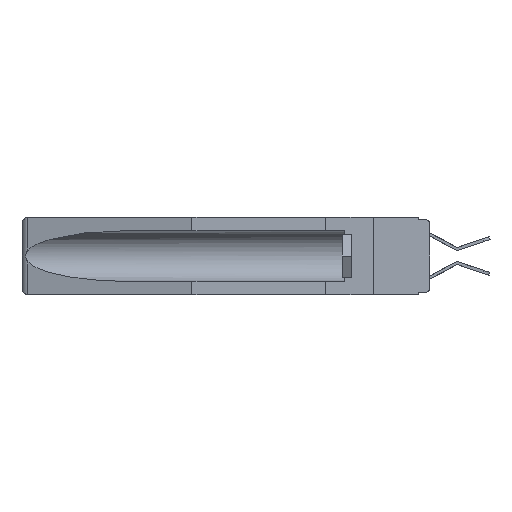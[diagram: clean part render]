
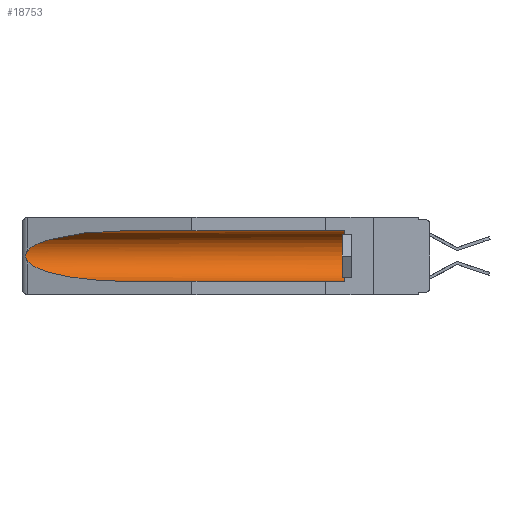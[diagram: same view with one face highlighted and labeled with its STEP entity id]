
A CAD part, left-side view. The second image highlights one B-rep face of the part: STEP entity #18753.
In plain terms, the highlighted cylindrical face has radius 2.857 mm (diameter 5.715 mm), a partial arc.
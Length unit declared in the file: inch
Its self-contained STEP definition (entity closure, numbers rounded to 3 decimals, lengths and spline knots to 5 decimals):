
#254 = CARTESIAN_POINT ( 'NONE',  ( 0.2675, 1.53308, -0.16763 ) ) ;
#898 = CARTESIAN_POINT ( 'NONE',  ( 0.155, 1.07973, -0.059 ) ) ;
#930 = CARTESIAN_POINT ( 'NONE',  ( 0.26654, 1.53092, -0.15636 ) ) ;
#1490 = DIRECTION ( 'NONE',  ( 0., 1., 0. ) ) ;
#1617 = CARTESIAN_POINT ( 'NONE',  ( 0.26537, 1.52718, -0.19328 ) ) ;
#1845 = CARTESIAN_POINT ( 'NONE',  ( 0.155, 1.07973, -0.284 ) ) ;
#2129 = CARTESIAN_POINT ( 'NONE',  ( 0.155, 1.07973, -0.059 ) ) ;
#2989 = ORIENTED_EDGE ( 'NONE', *, *, #6698, .F. ) ;
#3197 = CARTESIAN_POINT ( 'NONE',  ( 0.155, 1.07973, -0.284 ) ) ;
#3547 = VERTEX_POINT ( 'NONE', #13122 ) ;
#4003 = DIRECTION ( 'NONE',  ( 0., 1., 0. ) ) ;
#4202 = VERTEX_POINT ( 'NONE', #898 ) ;
#4589 = VERTEX_POINT ( 'NONE', #3197 ) ;
#5213 = CARTESIAN_POINT ( 'NONE',  ( 0.155, -0.30754, -0.284 ) ) ;
#5626 = B_SPLINE_CURVE_WITH_KNOTS ( 'NONE', 3,
 ( #12905, #12974, #930, #19896, #254, #11227, #9667, #15894, #19289, #11552 ),
 .UNSPECIFIED., .F., .F.,
 ( 4, 2, 2, 2, 4 ),
 ( 0., 0.00029, 0.00058, 0.00087, 0.00117 ),
 .UNSPECIFIED. ) ;
#5862 = ORIENTED_EDGE ( 'NONE', *, *, #17409, .T. ) ;
#6011 = EDGE_CURVE ( 'NONE', #7715, #3547, #22118, .T. ) ;
#6033 =( BOUNDED_CURVE ( )  B_SPLINE_CURVE ( 3, ( #1617, #17335, #6803, #1845 ),
 .UNSPECIFIED., .F., .T. ) 
 B_SPLINE_CURVE_WITH_KNOTS ( ( 4, 4 ),
 ( 0.1948, 1.5708 ),
 .UNSPECIFIED. ) 
 CURVE ( )  GEOMETRIC_REPRESENTATION_ITEM ( )  RATIONAL_B_SPLINE_CURVE ( ( 1., 0.848, 0.848, 1. ) ) 
 REPRESENTATION_ITEM ( '' )  );
#6438 = CARTESIAN_POINT ( 'NONE',  ( 0.155, 0.126, -0.284 ) ) ;
#6647 = LINE ( 'NONE', #22429, #18761 ) ;
#6690 = CARTESIAN_POINT ( 'NONE',  ( 0.155, 0.126, -0.1715 ) ) ;
#6698 = EDGE_CURVE ( 'NONE', #7715, #4589, #12663, .T. ) ;
#6763 = DIRECTION ( 'NONE',  ( 0., 0., 1. ) ) ;
#6803 = CARTESIAN_POINT ( 'NONE',  ( 0.21114, 1.30732, -0.284 ) ) ;
#7125 = CARTESIAN_POINT ( 'NONE',  ( 0.155, -0.30754, -0.1715 ) ) ;
#7715 = VERTEX_POINT ( 'NONE', #6438 ) ;
#8071 = EDGE_CURVE ( 'NONE', #13644, #10969, #5626, .T. ) ;
#9363 = AXIS2_PLACEMENT_3D ( 'NONE', #6690, #15380, #6763 ) ;
#9667 = CARTESIAN_POINT ( 'NONE',  ( 0.2673, 1.53269, -0.17917 ) ) ;
#10926 = CARTESIAN_POINT ( 'NONE',  ( 0.25451, 1.48313, -0.09465 ) ) ;
#10969 = VERTEX_POINT ( 'NONE', #14442 ) ;
#11227 = CARTESIAN_POINT ( 'NONE',  ( 0.2675, 1.53308, -0.17534 ) ) ;
#11420 = ORIENTED_EDGE ( 'NONE', *, *, #13682, .T. ) ;
#11552 = CARTESIAN_POINT ( 'NONE',  ( 0.26537, 1.52718, -0.19328 ) ) ;
#12663 = LINE ( 'NONE', #5213, #13770 ) ;
#12905 = CARTESIAN_POINT ( 'NONE',  ( 0.26537, 1.52718, -0.14972 ) ) ;
#12974 = CARTESIAN_POINT ( 'NONE',  ( 0.26597, 1.52961, -0.15275 ) ) ;
#13122 = CARTESIAN_POINT ( 'NONE',  ( 0.155, 0.126, -0.059 ) ) ;
#13644 = VERTEX_POINT ( 'NONE', #16359 ) ;
#13682 = EDGE_CURVE ( 'NONE', #4202, #13644, #19990, .T. ) ;
#13770 = VECTOR ( 'NONE', #19036, 39.37008 ) ;
#14386 = CARTESIAN_POINT ( 'NONE',  ( 0.26537, 1.52718, -0.14972 ) ) ;
#14442 = CARTESIAN_POINT ( 'NONE',  ( 0.26537, 1.52718, -0.19328 ) ) ;
#14474 = EDGE_LOOP ( 'NONE', ( #11420, #20660, #15524, #2989, #19305, #5862 ) ) ;
#15137 = CYLINDRICAL_SURFACE ( 'NONE', #19758, 0.1125 ) ;
#15380 = DIRECTION ( 'NONE',  ( 0., -1., 0. ) ) ;
#15524 = ORIENTED_EDGE ( 'NONE', *, *, #18040, .T. ) ;
#15894 = CARTESIAN_POINT ( 'NONE',  ( 0.26655, 1.53094, -0.18657 ) ) ;
#15954 = FACE_OUTER_BOUND ( 'NONE', #14474, .T. ) ;
#16359 = CARTESIAN_POINT ( 'NONE',  ( 0.26537, 1.52718, -0.14972 ) ) ;
#17335 = CARTESIAN_POINT ( 'NONE',  ( 0.25451, 1.48313, -0.24835 ) ) ;
#17409 = EDGE_CURVE ( 'NONE', #3547, #4202, #6647, .T. ) ;
#17719 = DIRECTION ( 'NONE',  ( 0., 0., 1. ) ) ;
#17905 = CARTESIAN_POINT ( 'NONE',  ( 0.21114, 1.30732, -0.059 ) ) ;
#18040 = EDGE_CURVE ( 'NONE', #10969, #4589, #6033, .T. ) ;
#18753 = ADVANCED_FACE ( 'NONE', ( #15954 ), #15137, .F. ) ;
#18761 = VECTOR ( 'NONE', #1490, 39.37008 ) ;
#19036 = DIRECTION ( 'NONE',  ( 0., 1., 0. ) ) ;
#19289 = CARTESIAN_POINT ( 'NONE',  ( 0.26597, 1.5296, -0.19026 ) ) ;
#19305 = ORIENTED_EDGE ( 'NONE', *, *, #6011, .T. ) ;
#19758 = AXIS2_PLACEMENT_3D ( 'NONE', #7125, #4003, #17719 ) ;
#19896 = CARTESIAN_POINT ( 'NONE',  ( 0.2673, 1.5327, -0.16383 ) ) ;
#19990 =( BOUNDED_CURVE ( )  B_SPLINE_CURVE ( 3, ( #2129, #17905, #10926, #14386 ),
 .UNSPECIFIED., .F., .F. ) 
 B_SPLINE_CURVE_WITH_KNOTS ( ( 4, 4 ),
 ( 4.71239, 6.08839 ),
 .UNSPECIFIED. ) 
 CURVE ( )  GEOMETRIC_REPRESENTATION_ITEM ( )  RATIONAL_B_SPLINE_CURVE ( ( 1., 0.848, 0.848, 1. ) ) 
 REPRESENTATION_ITEM ( '' )  );
#20660 = ORIENTED_EDGE ( 'NONE', *, *, #8071, .T. ) ;
#22118 = CIRCLE ( 'NONE', #9363, 0.1125 ) ;
#22429 = CARTESIAN_POINT ( 'NONE',  ( 0.155, -0.30754, -0.059 ) ) ;
